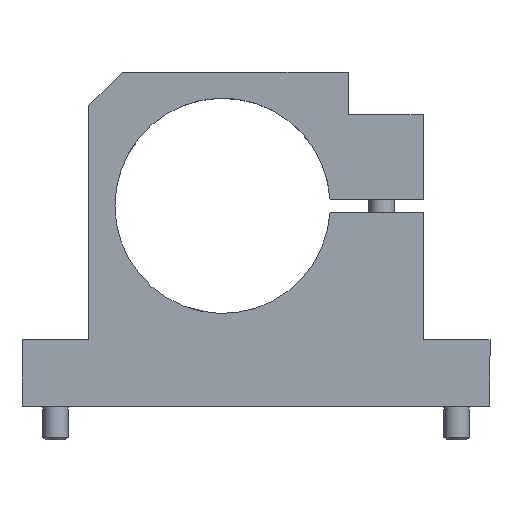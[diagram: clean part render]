
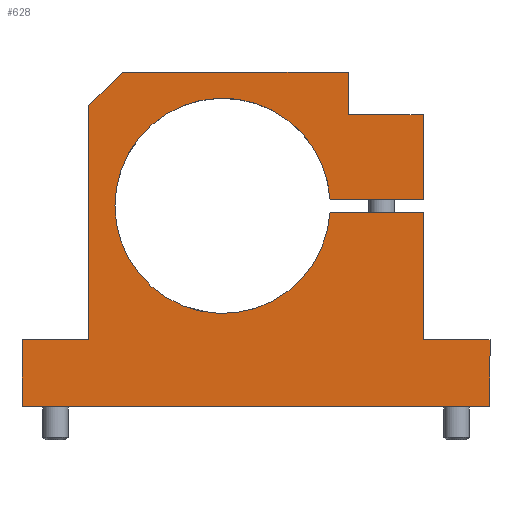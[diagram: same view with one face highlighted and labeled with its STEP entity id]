
A CAD part, top view. The second image highlights one B-rep face of the part: STEP entity #628.
In plain terms, the highlighted planar face has unit normal (0, 0, 1).
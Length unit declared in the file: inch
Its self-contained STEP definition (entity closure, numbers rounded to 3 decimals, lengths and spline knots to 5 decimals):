
#378=CARTESIAN_POINT('',(1.16132,0.20618,0.75));
#379=VERTEX_POINT('',#378);
#386=CARTESIAN_POINT('',(1.85788,0.20618,0.75));
#387=VERTEX_POINT('',#386);
#388=CARTESIAN_POINT('',(1.85788,0.20618,0.75));
#389=DIRECTION('',(-1.0,0.0,0.0));
#390=VECTOR('',#389,0.69655);
#391=LINE('',#388,#390);
#392=EDGE_CURVE('',#387,#379,#391,.T.);
#421=CARTESIAN_POINT('',(1.85788,0.30618,0.75));
#422=VERTEX_POINT('',#421);
#429=CARTESIAN_POINT('',(1.16132,0.30618,0.75));
#430=VERTEX_POINT('',#429);
#431=CARTESIAN_POINT('',(1.16132,0.30618,0.75));
#432=DIRECTION('',(1.0,0.0,0.0));
#433=VECTOR('',#432,0.69655);
#434=LINE('',#431,#433);
#435=EDGE_CURVE('',#430,#422,#434,.T.);
#462=CARTESIAN_POINT('',(0.35788,0.25618,0.75));
#463=DIRECTION('',(0.0,0.0,-1.));
#464=DIRECTION('',(-0.998,-0.062,0.0));
#465=AXIS2_PLACEMENT_3D('',#462,#463,#464);
#466=CIRCLE('',#465,0.805);
#467=EDGE_CURVE('',#379,#430,#466,.T.);
#490=CARTESIAN_POINT('',(1.85788,0.93618,0.75));
#491=VERTEX_POINT('',#490);
#498=CARTESIAN_POINT('',(1.85788,0.93618,0.75));
#499=DIRECTION('',(0.0,-1.0,0.0));
#500=VECTOR('',#499,0.63);
#501=LINE('',#498,#500);
#502=EDGE_CURVE('',#491,#422,#501,.T.);
#513=CARTESIAN_POINT('',(1.85788,-0.74382,0.75));
#514=VERTEX_POINT('',#513);
#515=CARTESIAN_POINT('',(1.85788,0.20618,0.75));
#516=DIRECTION('',(0.0,-1.0,0.0));
#517=VECTOR('',#516,0.95);
#518=LINE('',#515,#517);
#519=EDGE_CURVE('',#387,#514,#518,.T.);
#538=CARTESIAN_POINT('',(0.6093,-0.1942,0.75));
#539=DIRECTION('',(0.0,0.0,1.0));
#540=DIRECTION('',(1.0,0.0,0.0));
#541=AXIS2_PLACEMENT_3D('',#538,#539,#540);
#542=PLANE('',#541);
#543=ORIENTED_EDGE('',*,*,#392,.T.);
#544=ORIENTED_EDGE('',*,*,#467,.T.);
#545=ORIENTED_EDGE('',*,*,#435,.T.);
#546=ORIENTED_EDGE('',*,*,#502,.F.);
#547=CARTESIAN_POINT('',(1.29788,0.93618,0.75));
#548=VERTEX_POINT('',#547);
#549=CARTESIAN_POINT('',(1.29788,0.93618,0.75));
#550=DIRECTION('',(1.0,0.0,0.0));
#551=VECTOR('',#550,0.56);
#552=LINE('',#549,#551);
#553=EDGE_CURVE('',#548,#491,#552,.T.);
#554=ORIENTED_EDGE('',*,*,#553,.F.);
#555=CARTESIAN_POINT('',(1.29788,1.25618,0.75));
#556=VERTEX_POINT('',#555);
#557=CARTESIAN_POINT('',(1.29788,1.25618,0.75));
#558=DIRECTION('',(0.0,-1.0,0.0));
#559=VECTOR('',#558,0.32);
#560=LINE('',#557,#559);
#561=EDGE_CURVE('',#556,#548,#560,.T.);
#562=ORIENTED_EDGE('',*,*,#561,.F.);
#563=CARTESIAN_POINT('',(-0.39212,1.25618,0.75));
#564=VERTEX_POINT('',#563);
#565=CARTESIAN_POINT('',(-0.39212,1.25618,0.75));
#566=DIRECTION('',(1.0,0.0,0.0));
#567=VECTOR('',#566,1.69);
#568=LINE('',#565,#567);
#569=EDGE_CURVE('',#564,#556,#568,.T.);
#570=ORIENTED_EDGE('',*,*,#569,.F.);
#571=CARTESIAN_POINT('',(-0.64212,1.00618,0.75));
#572=VERTEX_POINT('',#571);
#573=CARTESIAN_POINT('',(-0.64212,1.00618,0.75));
#574=DIRECTION('',(0.707,0.707,0.0));
#575=VECTOR('',#574,0.35355);
#576=LINE('',#573,#575);
#577=EDGE_CURVE('',#572,#564,#576,.T.);
#578=ORIENTED_EDGE('',*,*,#577,.F.);
#579=CARTESIAN_POINT('',(-0.64212,-0.74382,0.75));
#580=VERTEX_POINT('',#579);
#581=CARTESIAN_POINT('',(-0.64212,-0.74382,0.75));
#582=DIRECTION('',(0.0,1.0,0.0));
#583=VECTOR('',#582,1.75);
#584=LINE('',#581,#583);
#585=EDGE_CURVE('',#580,#572,#584,.T.);
#586=ORIENTED_EDGE('',*,*,#585,.F.);
#587=CARTESIAN_POINT('',(-1.14212,-0.74382,0.75));
#588=VERTEX_POINT('',#587);
#589=CARTESIAN_POINT('',(-1.14212,-0.74382,0.75));
#590=DIRECTION('',(1.0,0.0,0.0));
#591=VECTOR('',#590,0.5);
#592=LINE('',#589,#591);
#593=EDGE_CURVE('',#588,#580,#592,.T.);
#594=ORIENTED_EDGE('',*,*,#593,.F.);
#595=CARTESIAN_POINT('',(-1.14212,-1.24382,0.75));
#596=VERTEX_POINT('',#595);
#597=CARTESIAN_POINT('',(-1.14212,-1.24382,0.75));
#598=DIRECTION('',(0.0,1.0,0.0));
#599=VECTOR('',#598,0.5);
#600=LINE('',#597,#599);
#601=EDGE_CURVE('',#596,#588,#600,.T.);
#602=ORIENTED_EDGE('',*,*,#601,.F.);
#603=CARTESIAN_POINT('',(2.35788,-1.24382,0.75));
#604=VERTEX_POINT('',#603);
#605=CARTESIAN_POINT('',(2.35788,-1.24382,0.75));
#606=DIRECTION('',(-1.0,0.0,0.0));
#607=VECTOR('',#606,3.5);
#608=LINE('',#605,#607);
#609=EDGE_CURVE('',#604,#596,#608,.T.);
#610=ORIENTED_EDGE('',*,*,#609,.F.);
#611=CARTESIAN_POINT('',(2.35788,-0.74382,0.75));
#612=VERTEX_POINT('',#611);
#613=CARTESIAN_POINT('',(2.35788,-0.74382,0.75));
#614=DIRECTION('',(0.0,-1.0,0.0));
#615=VECTOR('',#614,0.5);
#616=LINE('',#613,#615);
#617=EDGE_CURVE('',#612,#604,#616,.T.);
#618=ORIENTED_EDGE('',*,*,#617,.F.);
#619=CARTESIAN_POINT('',(1.85788,-0.74382,0.75));
#620=DIRECTION('',(1.0,0.0,0.0));
#621=VECTOR('',#620,0.5);
#622=LINE('',#619,#621);
#623=EDGE_CURVE('',#514,#612,#622,.T.);
#624=ORIENTED_EDGE('',*,*,#623,.F.);
#625=ORIENTED_EDGE('',*,*,#519,.F.);
#626=EDGE_LOOP('',(#543,#544,#545,#546,#554,#562,#570,#578,#586,#594,#602,#610,#618,#624,#625));
#627=FACE_OUTER_BOUND('',#626,.T.);
#628=ADVANCED_FACE('',(#627),#542,.T.);
